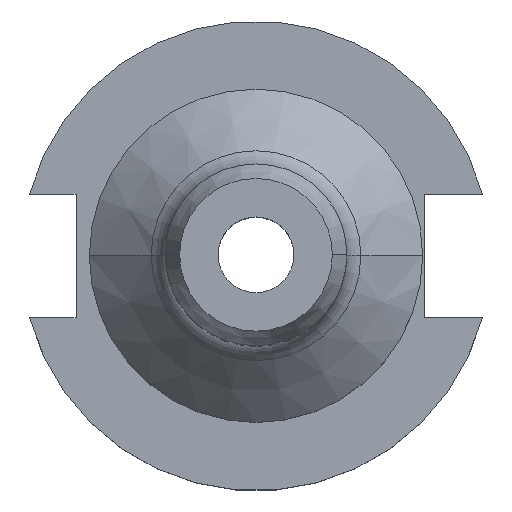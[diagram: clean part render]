
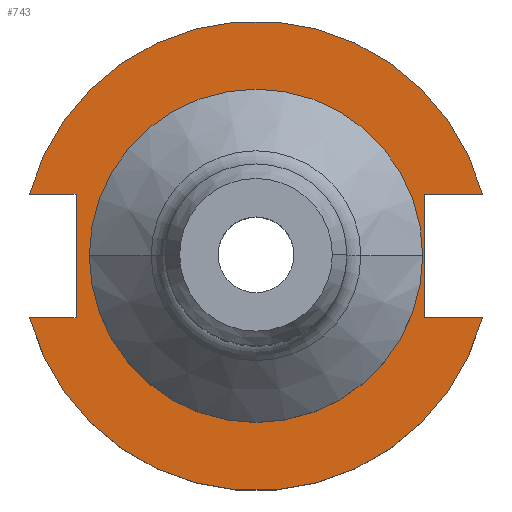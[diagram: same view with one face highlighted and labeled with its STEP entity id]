
A CAD part, top view. The second image highlights one B-rep face of the part: STEP entity #743.
In plain terms, the highlighted planar face has unit normal (0, 0, 1).
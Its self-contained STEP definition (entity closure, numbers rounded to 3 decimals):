
#45 = CARTESIAN_POINT ( 'NONE',  ( 0., 0., 19.05 ) ) ;
#52 = DIRECTION ( 'NONE',  ( -1., 0., 0. ) ) ;
#113 = CARTESIAN_POINT ( 'NONE',  ( 35.306, 12.954, 19.05 ) ) ;
#115 = EDGE_CURVE ( 'NONE', #896, #1476, #1691, .T. ) ;
#143 = DIRECTION ( 'NONE',  ( 1., 0., 0. ) ) ;
#156 = CARTESIAN_POINT ( 'NONE',  ( 0., 0., 19.05 ) ) ;
#172 = LINE ( 'NONE', #1243, #1499 ) ;
#210 = AXIS2_PLACEMENT_3D ( 'NONE', #156, #683, #295 ) ;
#212 = ORIENTED_EDGE ( 'NONE', *, *, #1346, .F. ) ;
#228 = CARTESIAN_POINT ( 'NONE',  ( 35.306, -12.954, 19.05 ) ) ;
#255 = VERTEX_POINT ( 'NONE', #386 ) ;
#266 = CIRCLE ( 'NONE', #210, 49.212 ) ;
#274 = EDGE_CURVE ( 'NONE', #1323, #1222, #172, .T. ) ;
#276 = DIRECTION ( 'NONE',  ( 0., 0., 1. ) ) ;
#277 = VERTEX_POINT ( 'NONE', #692 ) ;
#287 = LINE ( 'NONE', #1081, #1685 ) ;
#295 = DIRECTION ( 'NONE',  ( 1., 0., 0. ) ) ;
#325 = CARTESIAN_POINT ( 'NONE',  ( 35.306, 12.954, 19.05 ) ) ;
#386 = CARTESIAN_POINT ( 'NONE',  ( -47.477, 12.954, 19.05 ) ) ;
#392 = CARTESIAN_POINT ( 'NONE',  ( -37.719, -12.954, 19.05 ) ) ;
#402 = DIRECTION ( 'NONE',  ( 1., 0., 0. ) ) ;
#434 = AXIS2_PLACEMENT_3D ( 'NONE', #588, #466, #962 ) ;
#448 = DIRECTION ( 'NONE',  ( 1., 0., 0. ) ) ;
#451 = ORIENTED_EDGE ( 'NONE', *, *, #1005, .T. ) ;
#466 = DIRECTION ( 'NONE',  ( 0., 0., 1. ) ) ;
#475 = CARTESIAN_POINT ( 'NONE',  ( -37.719, 12.954, 19.05 ) ) ;
#479 = AXIS2_PLACEMENT_3D ( 'NONE', #526, #276, #402 ) ;
#494 = EDGE_CURVE ( 'NONE', #277, #1323, #1634, .T. ) ;
#496 = DIRECTION ( 'NONE',  ( 0., -1., 0. ) ) ;
#497 = LINE ( 'NONE', #113, #1473 ) ;
#526 = CARTESIAN_POINT ( 'NONE',  ( 0., 0., 19.05 ) ) ;
#545 = DIRECTION ( 'NONE',  ( 1., 0., 0. ) ) ;
#587 = DIRECTION ( 'NONE',  ( 0., 1., 0. ) ) ;
#588 = CARTESIAN_POINT ( 'NONE',  ( 0., 0., 19.05 ) ) ;
#606 = ORIENTED_EDGE ( 'NONE', *, *, #115, .F. ) ;
#630 = ORIENTED_EDGE ( 'NONE', *, *, #274, .F. ) ;
#639 = CARTESIAN_POINT ( 'NONE',  ( -63.719, -12.954, 19.05 ) ) ;
#661 = EDGE_CURVE ( 'NONE', #885, #1264, #934, .T. ) ;
#663 = CARTESIAN_POINT ( 'NONE',  ( 34.925, 0., 19.05 ) ) ;
#669 = DIRECTION ( 'NONE',  ( 0., 0., 1. ) ) ;
#683 = DIRECTION ( 'NONE',  ( 0., 0., 1. ) ) ;
#692 = CARTESIAN_POINT ( 'NONE',  ( -47.477, -12.954, 19.05 ) ) ;
#708 = DIRECTION ( 'NONE',  ( 0., 0., 1. ) ) ;
#737 = EDGE_LOOP ( 'NONE', ( #1698, #923, #212, #980, #451, #913, #630, #1217 ) ) ;
#743 = ADVANCED_FACE ( 'NONE', ( #974, #1547 ), #1188, .T. ) ;
#767 = CIRCLE ( 'NONE', #434, 34.925 ) ;
#807 = ORIENTED_EDGE ( 'NONE', *, *, #1599, .F. ) ;
#842 = EDGE_CURVE ( 'NONE', #1222, #255, #287, .T. ) ;
#885 = VERTEX_POINT ( 'NONE', #228 ) ;
#889 = CIRCLE ( 'NONE', #479, 49.212 ) ;
#896 = VERTEX_POINT ( 'NONE', #663 ) ;
#899 = EDGE_LOOP ( 'NONE', ( #606, #807 ) ) ;
#913 = ORIENTED_EDGE ( 'NONE', *, *, #842, .F. ) ;
#923 = ORIENTED_EDGE ( 'NONE', *, *, #661, .F. ) ;
#934 = LINE ( 'NONE', #1350, #1521 ) ;
#962 = DIRECTION ( 'NONE',  ( 1., 0., 0. ) ) ;
#974 = FACE_BOUND ( 'NONE', #899, .T. ) ;
#980 = ORIENTED_EDGE ( 'NONE', *, *, #1713, .F. ) ;
#1005 = EDGE_CURVE ( 'NONE', #1316, #255, #266, .T. ) ;
#1015 = VECTOR ( 'NONE', #1121, 1000. ) ;
#1036 = VERTEX_POINT ( 'NONE', #325 ) ;
#1037 = CARTESIAN_POINT ( 'NONE',  ( -34.925, 0., 19.05 ) ) ;
#1077 = AXIS2_PLACEMENT_3D ( 'NONE', #45, #708, #448 ) ;
#1081 = CARTESIAN_POINT ( 'NONE',  ( -63.719, 12.954, 19.05 ) ) ;
#1121 = DIRECTION ( 'NONE',  ( -1., 0., 0. ) ) ;
#1188 = PLANE ( 'NONE',  #1732 ) ;
#1217 = ORIENTED_EDGE ( 'NONE', *, *, #494, .F. ) ;
#1222 = VERTEX_POINT ( 'NONE', #475 ) ;
#1227 = VECTOR ( 'NONE', #1730, 1000. ) ;
#1243 = CARTESIAN_POINT ( 'NONE',  ( -37.719, 12.954, 19.05 ) ) ;
#1264 = VERTEX_POINT ( 'NONE', #1605 ) ;
#1316 = VERTEX_POINT ( 'NONE', #1445 ) ;
#1323 = VERTEX_POINT ( 'NONE', #392 ) ;
#1346 = EDGE_CURVE ( 'NONE', #1036, #885, #497, .T. ) ;
#1350 = CARTESIAN_POINT ( 'NONE',  ( 35.306, -12.954, 19.05 ) ) ;
#1428 = EDGE_CURVE ( 'NONE', #277, #1264, #889, .T. ) ;
#1445 = CARTESIAN_POINT ( 'NONE',  ( 47.477, 12.954, 19.05 ) ) ;
#1473 = VECTOR ( 'NONE', #496, 1000. ) ;
#1476 = VERTEX_POINT ( 'NONE', #1037 ) ;
#1499 = VECTOR ( 'NONE', #587, 1000. ) ;
#1521 = VECTOR ( 'NONE', #545, 1000. ) ;
#1537 = CARTESIAN_POINT ( 'NONE',  ( 35.306, 12.954, 19.05 ) ) ;
#1547 = FACE_OUTER_BOUND ( 'NONE', #737, .T. ) ;
#1599 = EDGE_CURVE ( 'NONE', #1476, #896, #767, .T. ) ;
#1605 = CARTESIAN_POINT ( 'NONE',  ( 47.477, -12.954, 19.05 ) ) ;
#1622 = CARTESIAN_POINT ( 'NONE',  ( 0., 49.212, 19.05 ) ) ;
#1634 = LINE ( 'NONE', #639, #1227 ) ;
#1658 = LINE ( 'NONE', #1537, #1015 ) ;
#1685 = VECTOR ( 'NONE', #52, 1000. ) ;
#1691 = CIRCLE ( 'NONE', #1077, 34.925 ) ;
#1698 = ORIENTED_EDGE ( 'NONE', *, *, #1428, .T. ) ;
#1713 = EDGE_CURVE ( 'NONE', #1316, #1036, #1658, .T. ) ;
#1730 = DIRECTION ( 'NONE',  ( 1., 0., 0. ) ) ;
#1732 = AXIS2_PLACEMENT_3D ( 'NONE', #1622, #669, #143 ) ;
